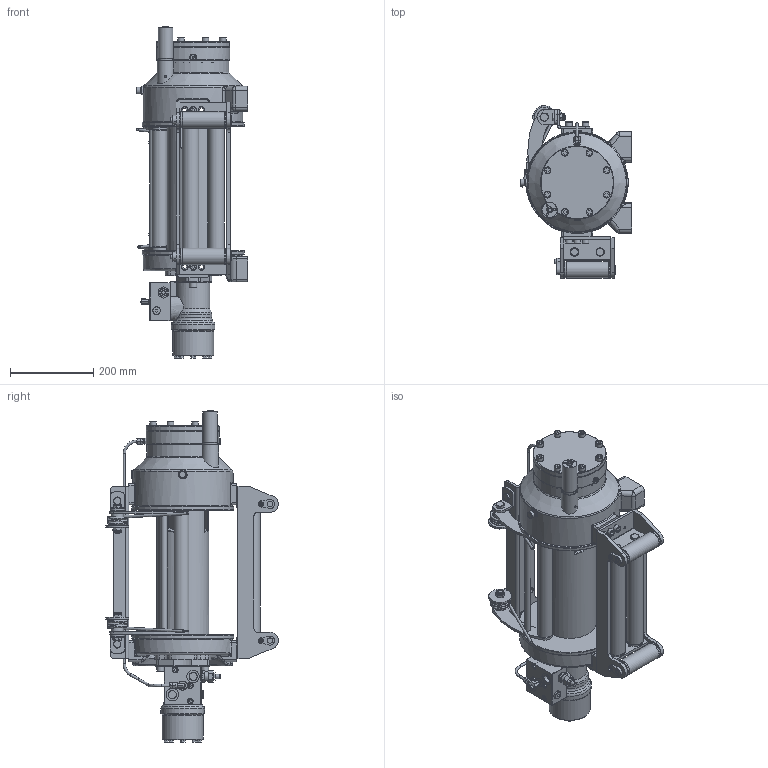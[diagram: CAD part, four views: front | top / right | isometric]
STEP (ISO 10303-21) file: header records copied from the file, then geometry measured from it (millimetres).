
FILE_DESCRIPTION(/* description */ ('STEP AP214'),/* implementation_level */ '2;1');
FILE_NAME(/* name */ '648-073_Hammer_HMW6.6 PHT-P-EN.stp',/* time_stamp */ '2019-07-23T16:16:25+02:00',/* author */ ('lang1ph'),/* organization */ (''),/* preprocessor_version */ 'ST-DEVELOPER v17.2',/* originating_system */ 'Autodesk Inventor 2019',/* authorisation */ '');
FILE_SCHEMA (('AUTOMOTIVE_DESIGN { 1 0 10303 214 3 1 1 }'));
Products named in the file (1): 648-073_Hammer_HMW6.6 PHT-P-EN
Bounding box: 269.43 x 415.35 x 799.27 mm (x, y, z)
Surface area: 1335224.1 mm2 (no closed solid volume)
Topology: 0 solids, 264 shells, 1430 faces, 4789 edges, 3427 vertices
Faces by surface type: plane 605, cylinder 386, cone 194, torus 117, bspline 113, sphere 15
Full cylindrical faces by diameter (mm): 2 x1, 5 x7, 5.6 x5, 6 x9, 8.5 x1, 9.65 x1, 10 x7, 10.4 x1, 11 x1, 11.45 x1, 11.8 x1, 12 x3, 12.4 x5, 13 x6, 13.25 x2, 13.6 x1, 14 x3, 16 x18, 16.4 x2, 16.55 x1, 16.85 x1, 18 x2, 18.4 x2, 18.75 x2, 19 x3, 20 x4, 22 x1, 23 x1, 24 x1, 30 x4
Entity records: 75889 total; most frequent: CARTESIAN_POINT 32419, DIRECTION 9184, ORIENTED_EDGE 7542, EDGE_CURVE 4768, AXIS2_PLACEMENT_3D 3570, VERTEX_POINT 3427, CIRCLE 2243, LINE 2044
